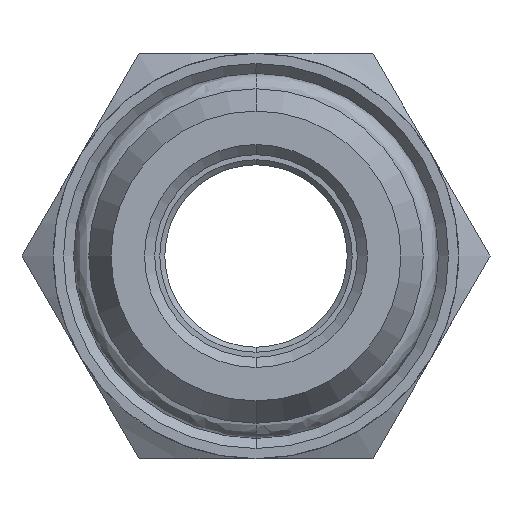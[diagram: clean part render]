
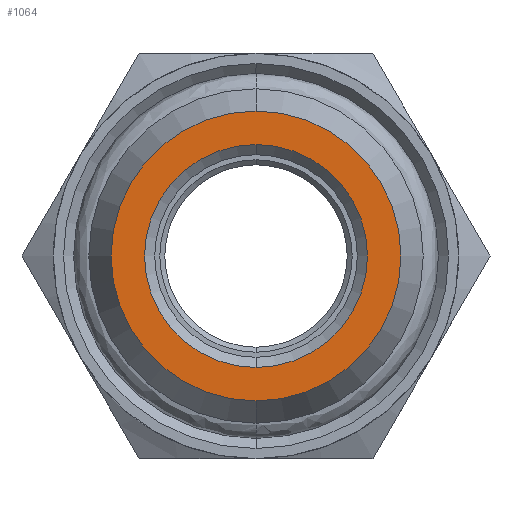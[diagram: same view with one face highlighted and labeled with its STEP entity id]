
A CAD part, front view. The second image highlights one B-rep face of the part: STEP entity #1064.
In plain terms, the highlighted planar face has unit normal (0, -1, 0).
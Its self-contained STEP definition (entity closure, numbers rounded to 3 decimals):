
#28 = CARTESIAN_POINT ( 'NONE',  ( 0., -11.6, 0. ) ) ;
#32 = CIRCLE ( 'NONE', #2532, 7.15 ) ;
#141 = EDGE_LOOP ( 'NONE', ( #1072, #837 ) ) ;
#415 = EDGE_CURVE ( 'NONE', #2424, #2405, #2617, .T. ) ;
#599 = EDGE_CURVE ( 'NONE', #2405, #2424, #32, .T. ) ;
#746 = AXIS2_PLACEMENT_3D ( 'NONE', #889, #2600, #1203 ) ;
#800 = CIRCLE ( 'NONE', #960, 5.5 ) ;
#815 = CARTESIAN_POINT ( 'NONE',  ( 0., -11.6, 5.5 ) ) ;
#837 = ORIENTED_EDGE ( 'NONE', *, *, #599, .T. ) ;
#889 = CARTESIAN_POINT ( 'NONE',  ( 0., -11.6, 0. ) ) ;
#960 = AXIS2_PLACEMENT_3D ( 'NONE', #3268, #3279, #1663 ) ;
#1010 = VERTEX_POINT ( 'NONE', #1025 ) ;
#1025 = CARTESIAN_POINT ( 'NONE',  ( 0., -11.6, -5.5 ) ) ;
#1064 = ADVANCED_FACE ( 'NONE', ( #2908, #1983 ), #1998, .T. ) ;
#1067 = DIRECTION ( 'NONE',  ( 0., 0., -1. ) ) ;
#1072 = ORIENTED_EDGE ( 'NONE', *, *, #415, .T. ) ;
#1083 = DIRECTION ( 'NONE',  ( 0., -1., 0. ) ) ;
#1108 = DIRECTION ( 'NONE',  ( 0., 0., 1. ) ) ;
#1203 = DIRECTION ( 'NONE',  ( 0., 0., -1. ) ) ;
#1250 = EDGE_LOOP ( 'NONE', ( #2775, #3333 ) ) ;
#1502 = AXIS2_PLACEMENT_3D ( 'NONE', #28, #1979, #3065 ) ;
#1633 = DIRECTION ( 'NONE',  ( 0., -1., 0. ) ) ;
#1663 = DIRECTION ( 'NONE',  ( 0., 0., -1. ) ) ;
#1979 = DIRECTION ( 'NONE',  ( 0., -1., 0. ) ) ;
#1982 = CIRCLE ( 'NONE', #746, 5.5 ) ;
#1983 = FACE_OUTER_BOUND ( 'NONE', #141, .T. ) ;
#1998 = PLANE ( 'NONE',  #3454 ) ;
#2221 = CARTESIAN_POINT ( 'NONE',  ( 0., -11.6, -7.15 ) ) ;
#2322 = EDGE_CURVE ( 'NONE', #1010, #2982, #800, .T. ) ;
#2405 = VERTEX_POINT ( 'NONE', #2221 ) ;
#2424 = VERTEX_POINT ( 'NONE', #2993 ) ;
#2466 = CARTESIAN_POINT ( 'NONE',  ( -7.236, -11.6, 7.236 ) ) ;
#2532 = AXIS2_PLACEMENT_3D ( 'NONE', #2746, #1083, #1108 ) ;
#2600 = DIRECTION ( 'NONE',  ( 0., -1., 0. ) ) ;
#2617 = CIRCLE ( 'NONE', #1502, 7.15 ) ;
#2675 = EDGE_CURVE ( 'NONE', #2982, #1010, #1982, .T. ) ;
#2746 = CARTESIAN_POINT ( 'NONE',  ( 0., -11.6, 0. ) ) ;
#2775 = ORIENTED_EDGE ( 'NONE', *, *, #2322, .F. ) ;
#2908 = FACE_BOUND ( 'NONE', #1250, .T. ) ;
#2982 = VERTEX_POINT ( 'NONE', #815 ) ;
#2993 = CARTESIAN_POINT ( 'NONE',  ( 0., -11.6, 7.15 ) ) ;
#3065 = DIRECTION ( 'NONE',  ( 0., 0., 1. ) ) ;
#3268 = CARTESIAN_POINT ( 'NONE',  ( 0., -11.6, 0. ) ) ;
#3279 = DIRECTION ( 'NONE',  ( 0., -1., 0. ) ) ;
#3333 = ORIENTED_EDGE ( 'NONE', *, *, #2675, .F. ) ;
#3454 = AXIS2_PLACEMENT_3D ( 'NONE', #2466, #1633, #1067 ) ;
